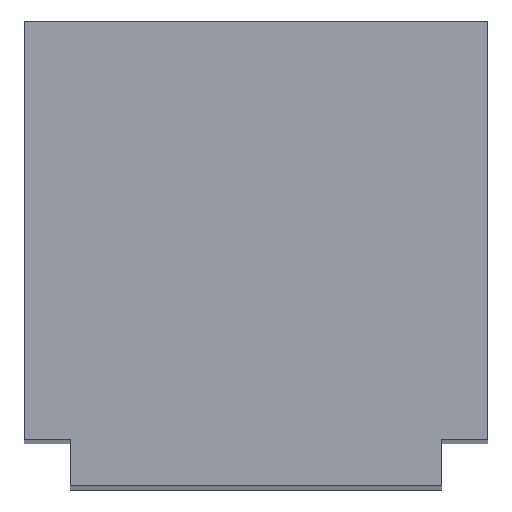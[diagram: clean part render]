
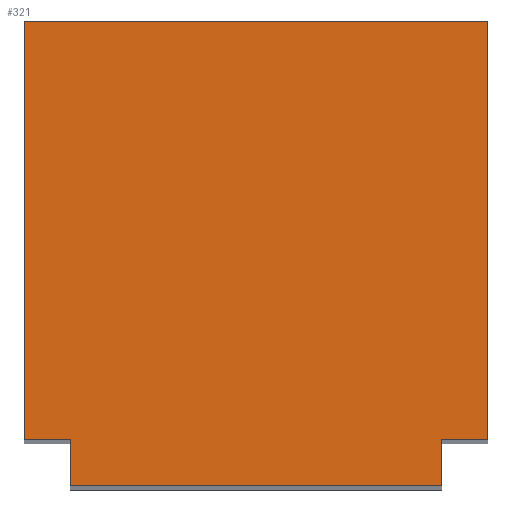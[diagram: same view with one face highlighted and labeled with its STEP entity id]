
A CAD part, top view. The second image highlights one B-rep face of the part: STEP entity #321.
In plain terms, the highlighted planar face has unit normal (0, 0, 1).
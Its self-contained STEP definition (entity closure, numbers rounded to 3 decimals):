
#43=LINE('',#565,#67);
#46=LINE('',#570,#70);
#48=LINE('',#574,#72);
#50=LINE('',#578,#74);
#52=LINE('',#582,#76);
#54=LINE('',#586,#78);
#56=LINE('',#590,#80);
#58=LINE('',#593,#82);
#67=VECTOR('',#463,10.);
#70=VECTOR('',#468,10.);
#72=VECTOR('',#472,10.);
#74=VECTOR('',#476,10.);
#76=VECTOR('',#480,10.);
#78=VECTOR('',#484,10.);
#80=VECTOR('',#488,10.);
#82=VECTOR('',#492,10.);
#94=PLANE('',#412);
#121=FACE_OUTER_BOUND('',#146,.T.);
#146=EDGE_LOOP('',(#282,#283,#284,#285,#286,#287,#288,#289));
#184=VERTEX_POINT('',#563);
#185=VERTEX_POINT('',#564);
#186=VERTEX_POINT('',#569);
#187=VERTEX_POINT('',#573);
#188=VERTEX_POINT('',#577);
#189=VERTEX_POINT('',#581);
#190=VERTEX_POINT('',#585);
#191=VERTEX_POINT('',#589);
#211=EDGE_CURVE('',#184,#185,#43,.T.);
#214=EDGE_CURVE('',#185,#186,#46,.T.);
#216=EDGE_CURVE('',#186,#187,#48,.T.);
#218=EDGE_CURVE('',#187,#188,#50,.T.);
#220=EDGE_CURVE('',#188,#189,#52,.T.);
#222=EDGE_CURVE('',#189,#190,#54,.T.);
#224=EDGE_CURVE('',#190,#191,#56,.T.);
#226=EDGE_CURVE('',#191,#184,#58,.T.);
#282=ORIENTED_EDGE('',*,*,#211,.F.);
#283=ORIENTED_EDGE('',*,*,#226,.F.);
#284=ORIENTED_EDGE('',*,*,#224,.F.);
#285=ORIENTED_EDGE('',*,*,#222,.F.);
#286=ORIENTED_EDGE('',*,*,#220,.F.);
#287=ORIENTED_EDGE('',*,*,#218,.F.);
#288=ORIENTED_EDGE('',*,*,#216,.F.);
#289=ORIENTED_EDGE('',*,*,#214,.F.);
#321=ADVANCED_FACE('',(#121),#94,.T.);
#412=AXIS2_PLACEMENT_3D('',#594,#493,#494);
#463=DIRECTION('',(0.,-1.,0.));
#468=DIRECTION('',(-1.,0.,0.));
#472=DIRECTION('',(0.,1.,0.));
#476=DIRECTION('',(-1.,0.,0.));
#480=DIRECTION('',(0.,1.,0.));
#484=DIRECTION('',(1.,0.,0.));
#488=DIRECTION('',(0.,-1.,0.));
#492=DIRECTION('',(-1.,0.,0.));
#493=DIRECTION('center_axis',(0.,0.,1.));
#494=DIRECTION('ref_axis',(1.,0.,0.));
#563=CARTESIAN_POINT('',(4.,1.,25.));
#564=CARTESIAN_POINT('',(4.,0.,25.));
#565=CARTESIAN_POINT('',(4.,1.,25.));
#569=CARTESIAN_POINT('',(-4.,0.,25.));
#570=CARTESIAN_POINT('',(4.,0.,25.));
#573=CARTESIAN_POINT('',(-4.,1.,25.));
#574=CARTESIAN_POINT('',(-4.,0.,25.));
#577=CARTESIAN_POINT('',(-5.,1.,25.));
#578=CARTESIAN_POINT('',(-4.,1.,25.));
#581=CARTESIAN_POINT('',(-5.,10.,25.));
#582=CARTESIAN_POINT('',(-5.,1.,25.));
#585=CARTESIAN_POINT('',(5.,10.,25.));
#586=CARTESIAN_POINT('',(-5.,10.,25.));
#589=CARTESIAN_POINT('',(5.,1.,25.));
#590=CARTESIAN_POINT('',(5.,10.,25.));
#593=CARTESIAN_POINT('',(5.,1.,25.));
#594=CARTESIAN_POINT('Origin',(0.,5.05,25.));
